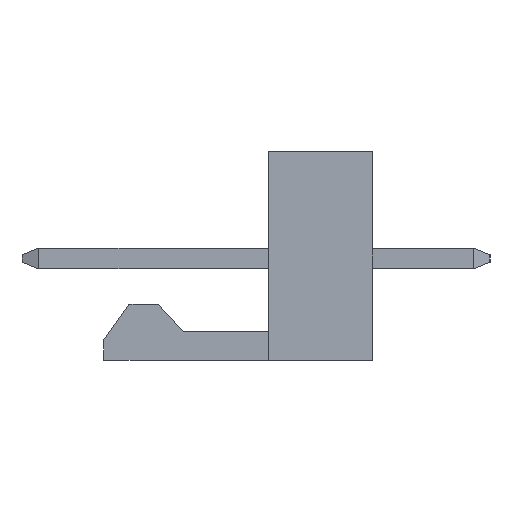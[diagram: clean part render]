
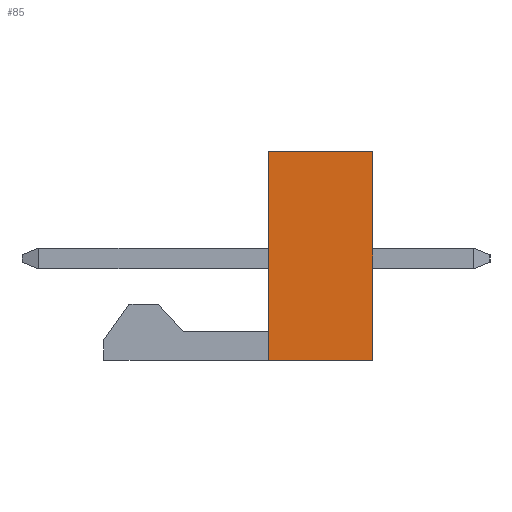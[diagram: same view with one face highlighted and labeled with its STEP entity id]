
A CAD part, left-side view. The second image highlights one B-rep face of the part: STEP entity #85.
In plain terms, the highlighted planar face has unit normal (-1, 0, 0).
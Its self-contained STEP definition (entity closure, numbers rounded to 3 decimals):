
#85=ADVANCED_FACE('',(#505),#506,.F.);
#505=FACE_OUTER_BOUND('',#1343,.T.);
#506=PLANE('',#1344);
#1343=EDGE_LOOP('',(#2181,#2182,#2183,#2184));
#1344=AXIS2_PLACEMENT_3D('',#2185,#2186,#2187);
#2181=ORIENTED_EDGE('',*,*,#5236,.F.);
#2182=ORIENTED_EDGE('',*,*,#5237,.F.);
#2183=ORIENTED_EDGE('',*,*,#5238,.F.);
#2184=ORIENTED_EDGE('',*,*,#5239,.F.);
#2185=CARTESIAN_POINT('',(-20.244,0.0,0.0));
#2186=DIRECTION('',(1.0,0.0,0.0));
#2187=DIRECTION('',(0.0,1.0,0.0));
#5236=EDGE_CURVE('',#6263,#6264,#6265,.T.);
#5237=EDGE_CURVE('',#6266,#6263,#6267,.T.);
#5238=EDGE_CURVE('',#6268,#6266,#6269,.T.);
#5239=EDGE_CURVE('',#6264,#6268,#6270,.T.);
#6263=VERTEX_POINT('',#7772);
#6264=VERTEX_POINT('',#7773);
#6265=LINE('',#7774,#7775);
#6266=VERTEX_POINT('',#7776);
#6267=LINE('',#7777,#7778);
#6268=VERTEX_POINT('',#7779);
#6269=LINE('',#7780,#7781);
#6270=LINE('',#7782,#7783);
#7772=CARTESIAN_POINT('',(-20.244,1.588,-3.099));
#7773=CARTESIAN_POINT('',(-20.244,1.588,3.251));
#7774=CARTESIAN_POINT('',(-20.244,1.588,-3.099));
#7775=VECTOR('',#10212,6.35);
#7776=CARTESIAN_POINT('',(-20.244,-1.588,-3.099));
#7777=CARTESIAN_POINT('',(-20.244,-1.588,-3.099));
#7778=VECTOR('',#10213,3.175);
#7779=CARTESIAN_POINT('',(-20.244,-1.588,3.251));
#7780=CARTESIAN_POINT('',(-20.244,-1.588,3.251));
#7781=VECTOR('',#10214,6.35);
#7782=CARTESIAN_POINT('',(-20.244,1.588,3.251));
#7783=VECTOR('',#10215,3.175);
#10212=DIRECTION('',(0.0,0.0,1.0));
#10213=DIRECTION('',(0.0,1.0,0.0));
#10214=DIRECTION('',(0.0,0.0,-1.0));
#10215=DIRECTION('',(0.0,-1.0,0.0));
